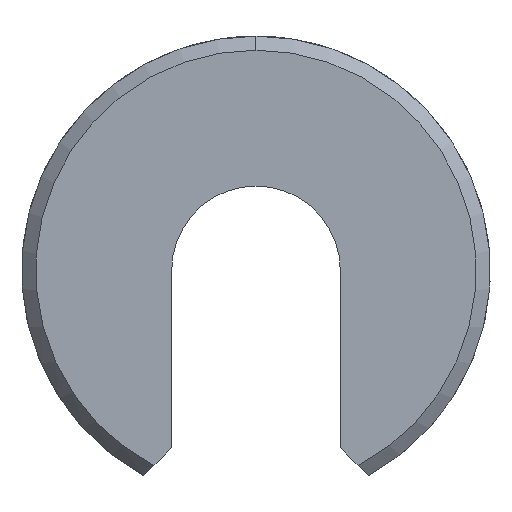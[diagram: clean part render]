
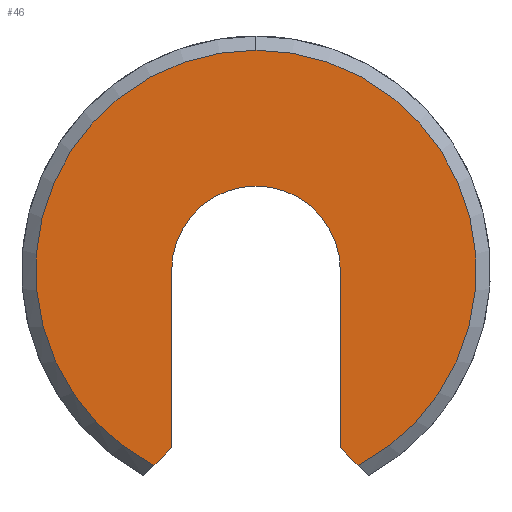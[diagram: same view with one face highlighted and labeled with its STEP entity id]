
A CAD part, front view. The second image highlights one B-rep face of the part: STEP entity #46.
In plain terms, the highlighted planar face has unit normal (0, -1, 0).
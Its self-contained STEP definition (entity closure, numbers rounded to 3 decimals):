
#28 = ORIENTED_EDGE ( 'NONE', *, *, #29, .T. ) ;
#29 = EDGE_CURVE ( 'NONE', #198, #50, #92, .T. ) ;
#46 = ADVANCED_FACE ( 'NONE', ( #119 ), #114, .T. ) ;
#47 = EDGE_LOOP ( 'NONE', ( #48, #52, #55, #59, #61, #63, #28 ) ) ;
#48 = ORIENTED_EDGE ( 'NONE', *, *, #49, .T. ) ;
#49 = EDGE_CURVE ( 'NONE', #50, #51, #186, .T. ) ;
#50 = VERTEX_POINT ( 'NONE', #182 ) ;
#51 = VERTEX_POINT ( 'NONE', #181 ) ;
#52 = ORIENTED_EDGE ( 'NONE', *, *, #53, .F. ) ;
#53 = EDGE_CURVE ( 'NONE', #54, #51, #180, .T. ) ;
#54 = VERTEX_POINT ( 'NONE', #253 ) ;
#55 = ORIENTED_EDGE ( 'NONE', *, *, #56, .T. ) ;
#56 = EDGE_CURVE ( 'NONE', #54, #57, #252, .T. ) ;
#57 = VERTEX_POINT ( 'NONE', #248 ) ;
#58 = VERTEX_POINT ( 'NONE', #247 ) ;
#59 = ORIENTED_EDGE ( 'NONE', *, *, #60, .T. ) ;
#60 = EDGE_CURVE ( 'NONE', #57, #58, #246, .T. ) ;
#61 = ORIENTED_EDGE ( 'NONE', *, *, #62, .T. ) ;
#62 = EDGE_CURVE ( 'NONE', #58, #197, #242, .T. ) ;
#63 = ORIENTED_EDGE ( 'NONE', *, *, #196, .T. ) ;
#89 = DIRECTION ( 'NONE',  ( 0.707, 0., 0.707 ) ) ;
#90 = VECTOR ( 'NONE', #89, 1000. ) ;
#91 = CARTESIAN_POINT ( 'NONE',  ( -4.5, 0., -9.466 ) ) ;
#92 = LINE ( 'NONE', #91, #90 ) ;
#110 = DIRECTION ( 'NONE',  ( 0., 0., -1. ) ) ;
#111 = DIRECTION ( 'NONE',  ( 0., -1., 0. ) ) ;
#112 = CARTESIAN_POINT ( 'NONE',  ( 11.75, 0., 0. ) ) ;
#113 = AXIS2_PLACEMENT_3D ( 'NONE', #112, #111, #110 ) ;
#114 = PLANE ( 'NONE',  #113 ) ;
#119 = FACE_OUTER_BOUND ( 'NONE', #47, .T. ) ;
#177 = DIRECTION ( 'NONE',  ( 0., -1., 0. ) ) ;
#178 = CARTESIAN_POINT ( 'NONE',  ( 0., 0., 0. ) ) ;
#179 = AXIS2_PLACEMENT_3D ( 'NONE', #178, #177, #254 ) ;
#180 = CIRCLE ( 'NONE', #179, 4.5 ) ;
#181 = CARTESIAN_POINT ( 'NONE',  ( -4.5, 0., 0. ) ) ;
#182 = CARTESIAN_POINT ( 'NONE',  ( -4.5, 0., -9.466 ) ) ;
#183 = DIRECTION ( 'NONE',  ( 0., 0., 1. ) ) ;
#184 = VECTOR ( 'NONE', #183, 1000. ) ;
#185 = CARTESIAN_POINT ( 'NONE',  ( -4.5, 0., 0. ) ) ;
#186 = LINE ( 'NONE', #185, #184 ) ;
#196 = EDGE_CURVE ( 'NONE', #197, #198, #311, .T. ) ;
#197 = VERTEX_POINT ( 'NONE', #307 ) ;
#198 = VERTEX_POINT ( 'NONE', #306 ) ;
#238 = DIRECTION ( 'NONE',  ( 0., 0., -1. ) ) ;
#239 = DIRECTION ( 'NONE',  ( 0., -1., 0. ) ) ;
#240 = CARTESIAN_POINT ( 'NONE',  ( 0., 0., 0. ) ) ;
#241 = AXIS2_PLACEMENT_3D ( 'NONE', #240, #239, #238 ) ;
#242 = CIRCLE ( 'NONE', #241, 11.75 ) ;
#243 = DIRECTION ( 'NONE',  ( 0.707, 0., -0.707 ) ) ;
#244 = VECTOR ( 'NONE', #243, 1000. ) ;
#245 = CARTESIAN_POINT ( 'NONE',  ( 4.5, 0., -9.466 ) ) ;
#246 = LINE ( 'NONE', #245, #244 ) ;
#247 = CARTESIAN_POINT ( 'NONE',  ( 5.446, 0., -10.412 ) ) ;
#248 = CARTESIAN_POINT ( 'NONE',  ( 4.5, 0., -9.466 ) ) ;
#249 = DIRECTION ( 'NONE',  ( 0., 0., -1. ) ) ;
#250 = VECTOR ( 'NONE', #249, 1000. ) ;
#251 = CARTESIAN_POINT ( 'NONE',  ( 4.5, 0., 0. ) ) ;
#252 = LINE ( 'NONE', #251, #250 ) ;
#253 = CARTESIAN_POINT ( 'NONE',  ( 4.5, 0., 0. ) ) ;
#254 = DIRECTION ( 'NONE',  ( 0., 0., -1. ) ) ;
#306 = CARTESIAN_POINT ( 'NONE',  ( -5.446, 0., -10.412 ) ) ;
#307 = CARTESIAN_POINT ( 'NONE',  ( 0., 0., 11.75 ) ) ;
#308 = DIRECTION ( 'NONE',  ( 0., 0., -1. ) ) ;
#309 = DIRECTION ( 'NONE',  ( 0., -1., 0. ) ) ;
#310 = AXIS2_PLACEMENT_3D ( 'NONE', #317, #309, #308 ) ;
#311 = CIRCLE ( 'NONE', #310, 11.75 ) ;
#317 = CARTESIAN_POINT ( 'NONE',  ( 0., 0., 0. ) ) ;
